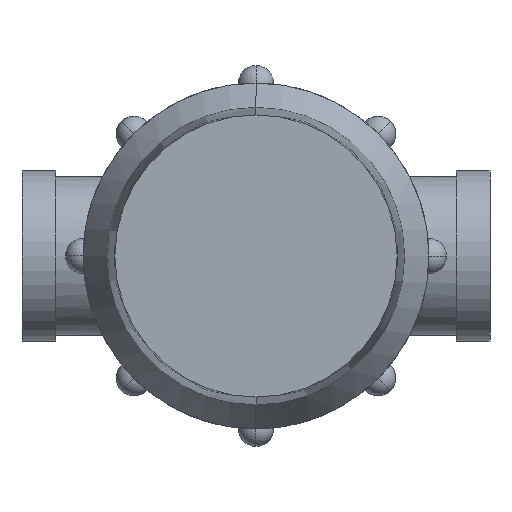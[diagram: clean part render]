
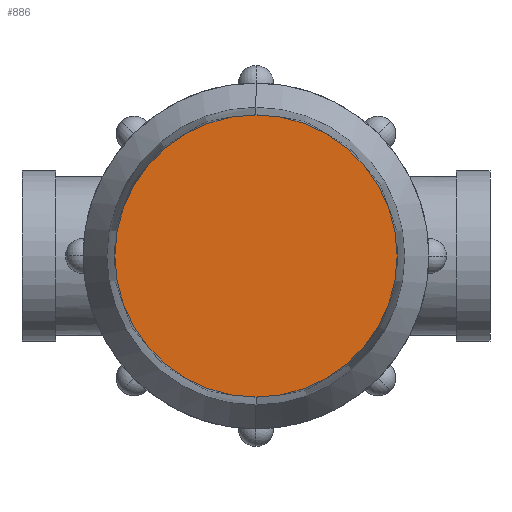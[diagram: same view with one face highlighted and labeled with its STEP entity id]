
A CAD part, front view. The second image highlights one B-rep face of the part: STEP entity #886.
In plain terms, the highlighted planar face has unit normal (0, -1, 0).
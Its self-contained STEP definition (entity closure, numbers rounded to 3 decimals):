
#22 = EDGE_LOOP ( 'NONE', ( #1179, #1163 ) ) ;
#107 = CIRCLE ( 'NONE', #109, 37.833 ) ;
#109 = AXIS2_PLACEMENT_3D ( 'NONE', #452, #453, #454 ) ;
#452 = CARTESIAN_POINT ( 'NONE',  ( 0., -108.204, 0. ) ) ;
#453 = DIRECTION ( 'NONE',  ( 0., 1., 0. ) ) ;
#454 = DIRECTION ( 'NONE',  ( 0., 0., 1. ) ) ;
#520 = CARTESIAN_POINT ( 'NONE',  ( 0., -108.204, 37.833 ) ) ;
#542 = CARTESIAN_POINT ( 'NONE',  ( 0., -108.204, -37.833 ) ) ;
#836 = EDGE_CURVE ( 'NONE', #1059, #1037, #1829, .T. ) ;
#886 = ADVANCED_FACE ( 'NONE', ( #1227 ), #2329, .F. ) ;
#981 = EDGE_CURVE ( 'NONE', #1037, #1059, #107, .T. ) ;
#1037 = VERTEX_POINT ( 'NONE', #520 ) ;
#1059 = VERTEX_POINT ( 'NONE', #542 ) ;
#1163 = ORIENTED_EDGE ( 'NONE', *, *, #981, .F. ) ;
#1179 = ORIENTED_EDGE ( 'NONE', *, *, #836, .F. ) ;
#1227 = FACE_OUTER_BOUND ( 'NONE', #22, .T. ) ;
#1829 = CIRCLE ( 'NONE', #1831, 37.833 ) ;
#1831 = AXIS2_PLACEMENT_3D ( 'NONE', #2014, #2015, #2016 ) ;
#1896 = AXIS2_PLACEMENT_3D ( 'NONE', #2330, #2331, #2332 ) ;
#2014 = CARTESIAN_POINT ( 'NONE',  ( 0., -108.204, 0. ) ) ;
#2015 = DIRECTION ( 'NONE',  ( 0., 1., 0. ) ) ;
#2016 = DIRECTION ( 'NONE',  ( 0., 0., 1. ) ) ;
#2329 = PLANE ( 'NONE',  #1896 ) ;
#2330 = CARTESIAN_POINT ( 'NONE',  ( 0., -108.204, 0. ) ) ;
#2331 = DIRECTION ( 'NONE',  ( 0., 1., 0. ) ) ;
#2332 = DIRECTION ( 'NONE',  ( 0., 0., 1. ) ) ;
